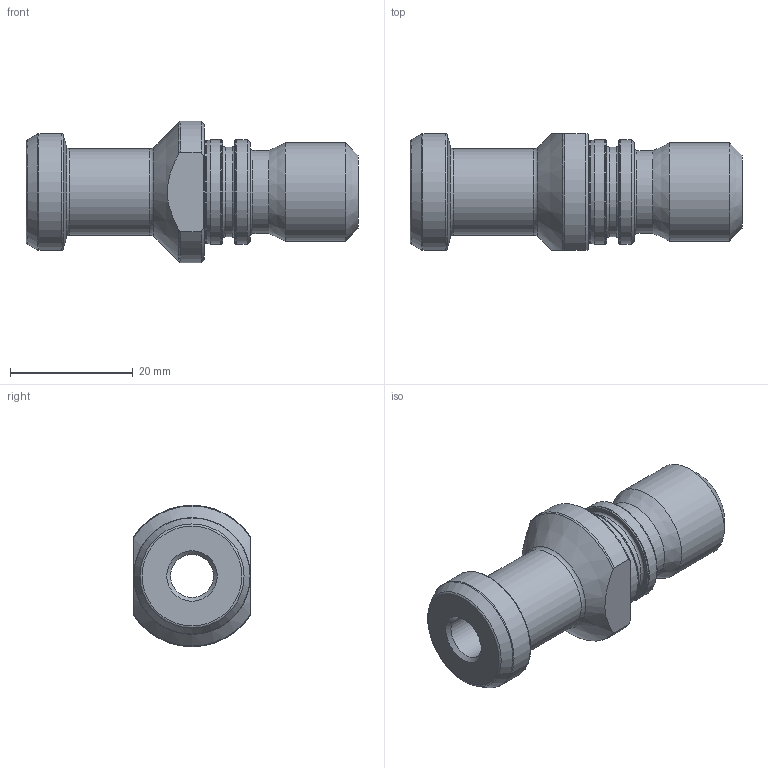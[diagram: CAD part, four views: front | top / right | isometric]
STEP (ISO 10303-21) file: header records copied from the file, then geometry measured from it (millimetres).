
FILE_DESCRIPTION(/* description */ (''),/* implementation_level */ '2;1');
FILE_NAME(/* name */ 'APS-BT40-15-M16-DIN-O-H.stp',/* time_stamp */ '2024-12-18T16:54:48+03:00',/* author */ (''),/* organization */ (''),/* preprocessor_version */ 'ST-DEVELOPER v19.4',/* originating_system */ 'SIEMENS PLM Software NX2306.5001',/* authorisation */ '');
FILE_SCHEMA (('AUTOMOTIVE_DESIGN { 1 0 10303 214 3 1 1 1 }'));
Length unit declared in the file: millimetre
Products named in the file (1): APS-BT40-15-M16-DIN-O-H-LIGHT_objects
Bounding box: 54 x 19 x 23 mm (x, y, z)
Volume: 9284.9 mm3; surface area: 4732.6 mm2
Topology: 1 solids, 1 shells, 49 faces, 112 edges, 66 vertices
Faces by surface type: cone 16, torus 13, cylinder 11, plane 9
Full cylindrical faces by diameter (mm): 7 x1, 13.5 x1, 14 x1, 14.6 x1, 16 x1, 16.6 x1, 17 x2, 19 x1
Entity records: 1252 total; most frequent: CARTESIAN_POINT 280, DIRECTION 204, ORIENTED_EDGE 144, AXIS2_PLACEMENT_3D 97, EDGE_LOOP 86, FACE_BOUND 74, EDGE_CURVE 72, VERTEX_POINT 60
